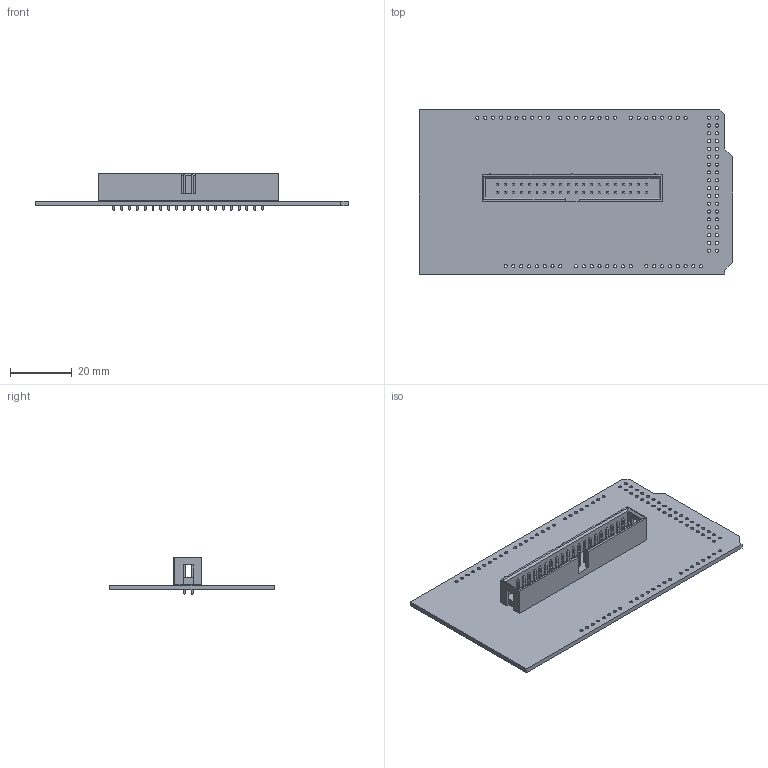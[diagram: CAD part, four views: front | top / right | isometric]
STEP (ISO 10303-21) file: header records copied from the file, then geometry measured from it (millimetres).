
FILE_DESCRIPTION(('KiCad electronic assembly'),'2;1');
FILE_NAME('Mega Helper.step','2026-01-10T23:38:08',('Pcbnew'),('Kicad'), 'Open CASCADE STEP processor 7.8','KiCad to STEP converter','Unknown' );
FILE_SCHEMA(('AUTOMOTIVE_DESIGN { 1 0 10303 214 1 1 1 1 }'));
Length unit declared in the file: millimetre
Products named in the file (5): Mega Helper 1; 61204021621; 6120xx21621_PIN; Mega Helper_PCB
Assembly tree (43 placements, depth 3):
  Mega Helper 1
    61204021621
      6120xx21621_PIN  x40
      61204021621
    Mega Helper_PCB
Bounding box: 101.6 x 53.34 x 12.1 mm (x, y, z)
Volume: 10243.3 mm3; surface area: 15919.3 mm2
Topology: 42 solids, 42 shells, 1062 faces, 2446 edges, 1470 vertices
Faces by surface type: plane 927, cylinder 135
Full cylindrical faces by diameter (mm): 0.85 x6, 1 x40, 1.016 x86
Entity records: 19316 total; most frequent: CARTESIAN_POINT 2766, DIRECTION 2744, ORIENTED_EDGE 2708, EDGE_CURVE 1354, LINE 1072, VECTOR 1072, FACE_BOUND 854, EDGE_LOOP 854
